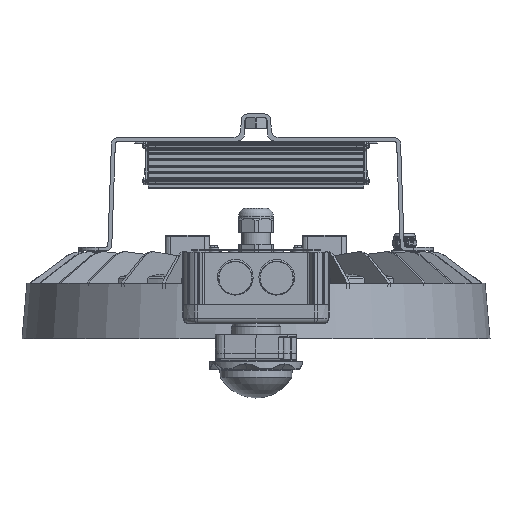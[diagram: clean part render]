
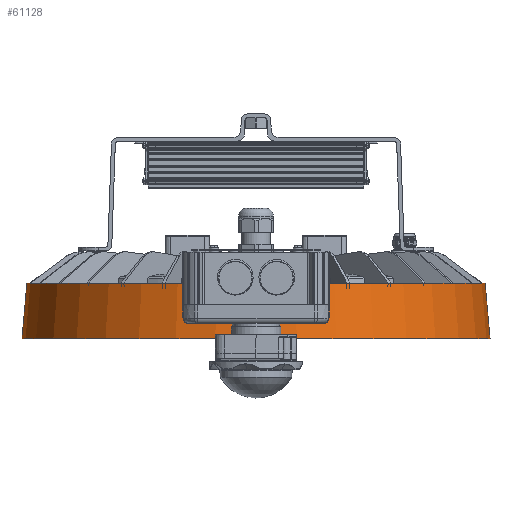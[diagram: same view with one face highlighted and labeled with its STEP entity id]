
A CAD part, front view. The second image highlights one B-rep face of the part: STEP entity #61128.
In plain terms, the highlighted conical face has half-angle 5 degrees and reference radius 179.169 mm.
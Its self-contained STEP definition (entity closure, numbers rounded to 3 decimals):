
#1110=CONICAL_SURFACE('',#65126,179.169,0.087);
#3393=LINE('',#101895,#8065);
#8065=VECTOR('',#72280,179.169);
#13906=FACE_OUTER_BOUND('',#17576,.T.);
#17576=EDGE_LOOP('',(#41343,#41344,#41345,#41346));
#21631=CIRCLE('',#65127,181.05);
#21632=CIRCLE('',#65128,177.288);
#24797=VERTEX_POINT('',#101892);
#24798=VERTEX_POINT('',#101894);
#31210=EDGE_CURVE('',#24797,#24797,#21631,.T.);
#31211=EDGE_CURVE('',#24797,#24798,#3393,.T.);
#31212=EDGE_CURVE('',#24798,#24798,#21632,.T.);
#41343=ORIENTED_EDGE('',*,*,#31210,.T.);
#41344=ORIENTED_EDGE('',*,*,#31211,.T.);
#41345=ORIENTED_EDGE('',*,*,#31212,.T.);
#41346=ORIENTED_EDGE('',*,*,#31211,.F.);
#61128=ADVANCED_FACE('',(#13906),#1110,.T.);
#65126=AXIS2_PLACEMENT_3D('',#101891,#72276,#72277);
#65127=AXIS2_PLACEMENT_3D('',#101893,#72278,#72279);
#65128=AXIS2_PLACEMENT_3D('',#101896,#72281,#72282);
#72276=DIRECTION('center_axis',(0.,0.,
-1.));
#72277=DIRECTION('ref_axis',(-1.,0.,0.));
#72278=DIRECTION('center_axis',(0.,0.,
1.));
#72279=DIRECTION('ref_axis',(-1.,0.,0.));
#72280=DIRECTION('',(-0.087,0.,0.996));
#72281=DIRECTION('center_axis',(0.,0.,
-1.));
#72282=DIRECTION('ref_axis',(0.,1.,0.));
#101891=CARTESIAN_POINT('Origin',(0.,0.,
9.5));
#101892=CARTESIAN_POINT('',(181.05,0.,-12.));
#101893=CARTESIAN_POINT('Origin',(0.,0.,
-12.));
#101894=CARTESIAN_POINT('',(177.288,0.,31.));
#101895=CARTESIAN_POINT('',(179.169,0.,9.5));
#101896=CARTESIAN_POINT('Origin',(0.,0.,
31.));
